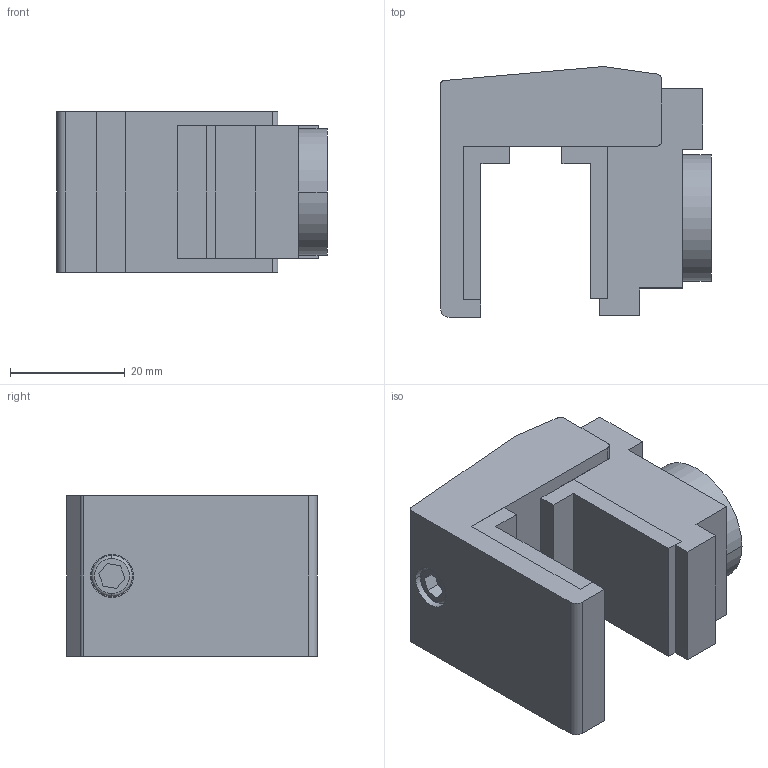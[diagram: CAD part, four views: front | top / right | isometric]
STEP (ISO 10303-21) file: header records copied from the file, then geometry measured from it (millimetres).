
FILE_DESCRIPTION (( 'STEP AP203' ), '1' );
FILE_NAME ('3D_GG4032 Flach_188758985.STEP', '2024-11-15T13:39:56', ( '' ), ( '' ), 'SwSTEP 2.0', 'SolidWorks 2023', '' );
FILE_SCHEMA (( 'CONFIG_CONTROL_DESIGN' ));
Length unit declared in the file: millimetre
Products named in the file (1): 3D_GG4032 Flach_188758985
Bounding box: 47.08 x 43.62 x 28 mm (x, y, z)
Volume: 29719.9 mm3; surface area: 18981 mm2
Topology: 6 solids, 6 shells, 99 faces, 234 edges, 154 vertices
Faces by surface type: plane 66, cylinder 27, cone 4, torus 2
Entity records: 2921 total; most frequent: DIRECTION 496, CARTESIAN_POINT 488, ORIENTED_EDGE 468, EDGE_CURVE 234, LINE 172, VECTOR 172, AXIS2_PLACEMENT_3D 162, VERTEX_POINT 154
